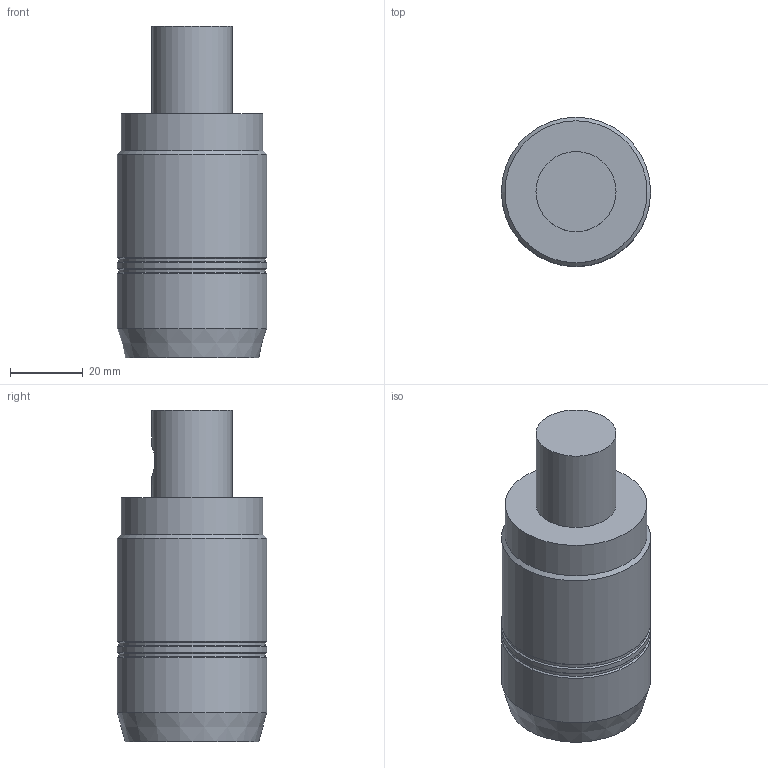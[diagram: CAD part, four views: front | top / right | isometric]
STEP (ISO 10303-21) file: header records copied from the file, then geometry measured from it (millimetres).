
FILE_DESCRIPTION((''),'1');
FILE_NAME('CKB4-MGT12-67.stp','2022-09-21T01:26:21',(''),(''),'Spatial Interop R21 SP3','Kubotek KeyCreator 2011 V10.0.2 (22737)',' ');
FILE_SCHEMA(('automotive_design'));
Length unit declared in the file: millimetre
Products named in the file (1): 240[2]
Bounding box: 41 x 41 x 91 mm (x, y, z)
Volume: 76690.4 mm3; surface area: 16078.1 mm2
Topology: 1 solids, 1 shells, 22 faces, 40 edges, 24 vertices
Faces by surface type: cylinder 10, plane 6, cone 6
Full cylindrical faces by diameter (mm): 8.3 x1, 20 x1, 22 x1, 27.2 x1, 39 x1, 40.2 x2, 41 x3
Entity records: 907 total; most frequent: CARTESIAN_POINT 134, DIRECTION 86, PRESENTATION_STYLE_ASSIGNMENT 68, COLOUR_RGB 68, STYLED_ITEM 45, CURVE_STYLE 45, DRAUGHTING_PRE_DEFINED_CURVE_FONT 45, ORIENTED_EDGE 44
